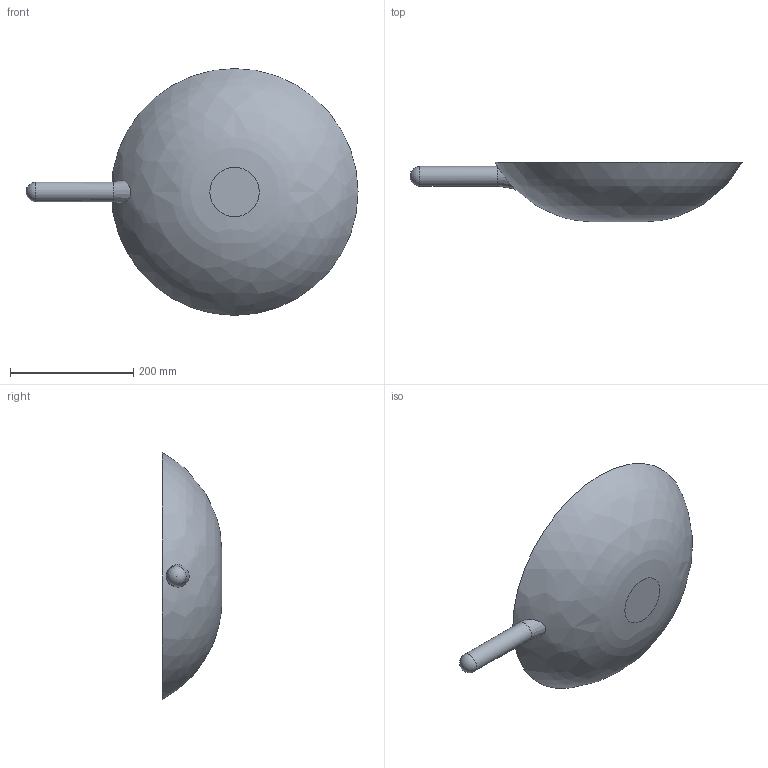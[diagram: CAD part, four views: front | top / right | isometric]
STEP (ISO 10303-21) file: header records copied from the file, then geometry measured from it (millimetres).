
FILE_DESCRIPTION(/* description */ (''),/* implementation_level */ '2;1');
FILE_NAME(/* name */ 'frying pan.stp',/* time_stamp */ '2015-05-28T21:37:28+02:00',/* author */ ('Hans'),/* organization */ ('Seatools'),/* preprocessor_version */ 'ST-DEVELOPER v15.2',/* originating_system */ 'Autodesk Inventor 2014',/* authorisation */ '');
FILE_SCHEMA (('AUTOMOTIVE_DESIGN { 1 0 10303 214 3 1 1 }'));
Length unit declared in the file: millimetre
Products named in the file (1): frying pan
Bounding box: 538 x 96.77 x 400 mm (x, y, z)
Volume: 603908.9 mm3; surface area: 340775.9 mm2
Topology: 1 solids, 1 shells, 8 faces, 19 edges, 14 vertices
Faces by surface type: plane 3, bspline 2, cone 1, sphere 1, cylinder 1
Full cylindrical faces by diameter (mm): 32 x1
Entity records: 323 total; most frequent: CARTESIAN_POINT 138, DIRECTION 34, ORIENTED_EDGE 28, AXIS2_PLACEMENT_3D 17, EDGE_CURVE 14, EDGE_LOOP 11, VERTEX_POINT 11, CIRCLE 10
